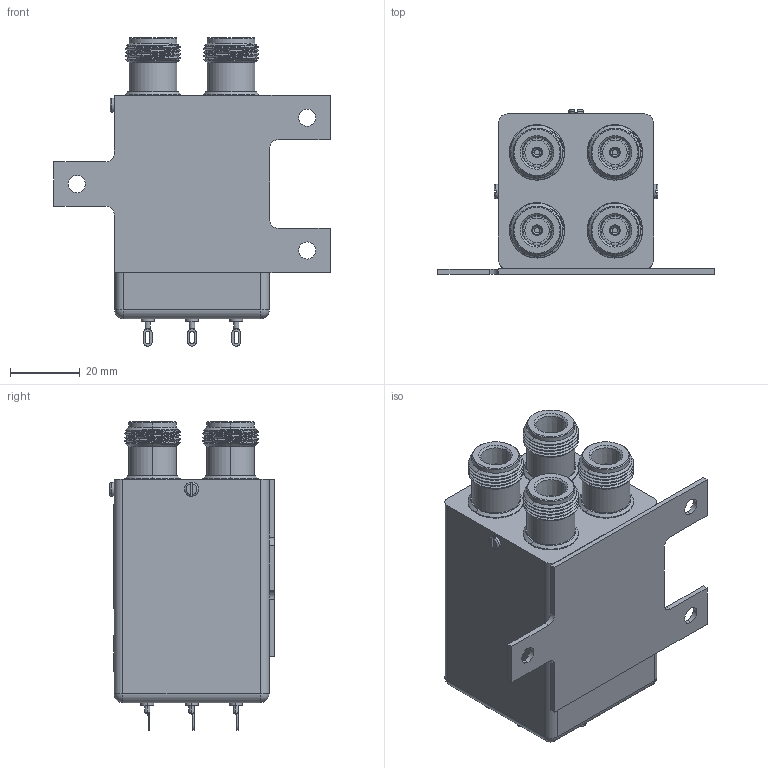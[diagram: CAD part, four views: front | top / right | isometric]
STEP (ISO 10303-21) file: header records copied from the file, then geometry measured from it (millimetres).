
FILE_DESCRIPTION (( 'STEP AP203' ), '1' );
FILE_NAME ('PE71S6439.step', '2020-10-16T22:31:37', ( '' ), ( '' ), 'SwSTEP 2.0', 'SolidWorks 2018', '' );
FILE_SCHEMA (( 'CONFIG_CONTROL_DESIGN' ));
Length unit declared in the file: inch
Products named in the file (1): PE71S6439
Bounding box: 79.25 x 47.24 x 88.39 mm (x, y, z)
Volume: 138910.3 mm3; surface area: 26465 mm2
Topology: 2 solids, 2 shells, 947 faces, 2526 edges, 1645 vertices
Faces by surface type: plane 440, cylinder 244, bspline 177, cone 76, torus 6, sphere 4
Entity records: 40748 total; most frequent: CARTESIAN_POINT 18718, ORIENTED_EDGE 5016, DIRECTION 3865, EDGE_CURVE 2508, VERTEX_POINT 1645, VECTOR 1337, LINE 1337, AXIS2_PLACEMENT_3D 1264
